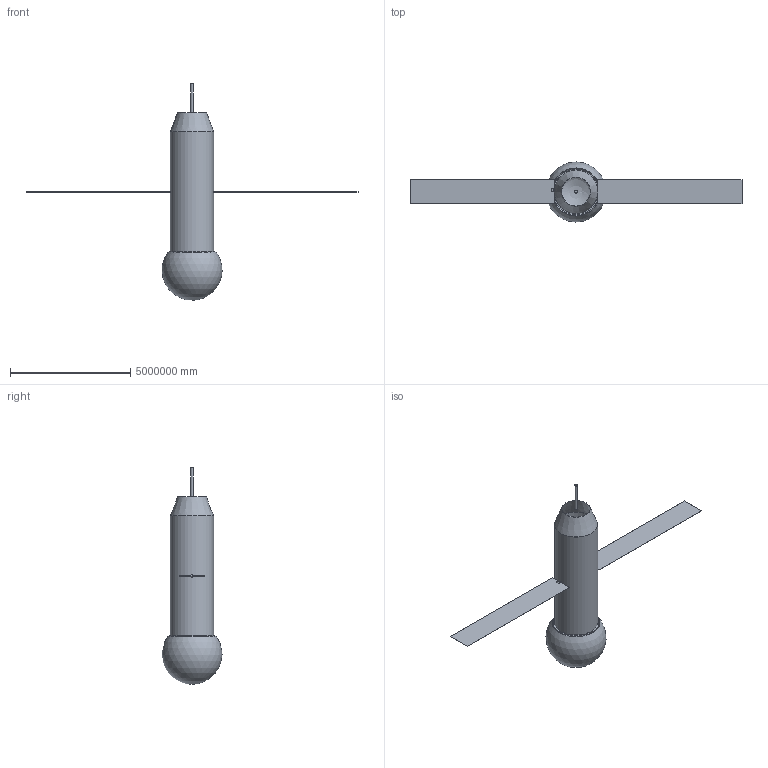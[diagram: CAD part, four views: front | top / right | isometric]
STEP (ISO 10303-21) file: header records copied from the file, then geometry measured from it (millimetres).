
FILE_DESCRIPTION(('FreeCAD Model'),'2;1');
FILE_NAME('Open CASCADE Shape Model','2025-08-27T18:23:32',('Author'),( ''),'Open CASCADE STEP processor 7.8','FreeCAD','Unknown');
FILE_SCHEMA(('AUTOMOTIVE_DESIGN { 1 0 10303 214 1 1 1 1 }'));
Length unit declared in the file: metre
Products named in the file (11): BusCilindrico; PlatoAntena; BridaInferior; ConoSuperior; Mastil; PanelPosX; BisagraPosX; SoportePosX; PanelNegX; BisagraNegX; SoporteNegX
Bounding box: 13800000 x 2499459.84 x 9000000 mm (x, y, z)
Volume: 333055526561946240 mm3; surface area: 121526201977686.8 mm2
Topology: 11 solids, 11 shells, 48 faces, 81 edges, 54 vertices
Faces by surface type: plane 37, cylinder 7, sphere 2, cone 2
Full cylindrical faces by diameter (mm): 60000 x2, 120000 x1, 1760000 x1, 1790000 x1, 1800000 x1, 1900000 x1
Entity records: 2361 total; most frequent: DIRECTION 357, CARTESIAN_POINT 340, LINE 195, VECTOR 195, ORIENTED_EDGE 158, PCURVE 158, DEFINITIONAL_REPRESENTATION 158, EDGE_CURVE 79
